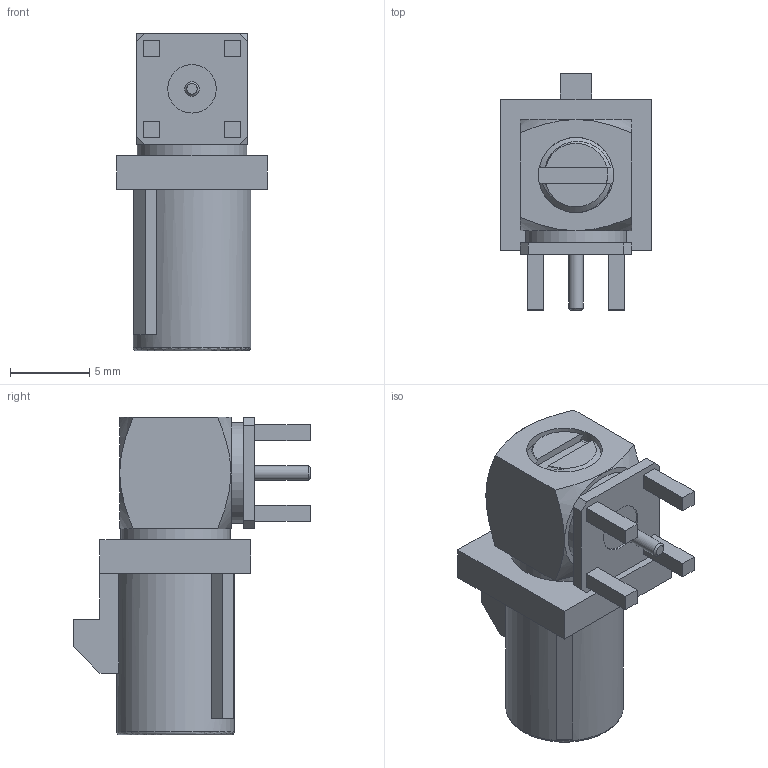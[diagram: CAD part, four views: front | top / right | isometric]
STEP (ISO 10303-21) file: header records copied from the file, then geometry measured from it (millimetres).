
FILE_DESCRIPTION (( 'STEP AP203' ), '1' );
FILE_NAME ('FMCN44251_3D.step', '2022-12-06T19:11:18', ( '' ), ( '' ), 'SwSTEP 2.0', 'SolidWorks 2021', '' );
FILE_SCHEMA (( 'CONFIG_CONTROL_DESIGN' ));
Length unit declared in the file: inch
Products named in the file (1): FMCN44251_3D
Bounding box: 9.5 x 14.9 x 20 mm (x, y, z)
Volume: 895.1 mm3; surface area: 1201.6 mm2
Topology: 2 solids, 2 shells, 113 faces, 265 edges, 172 vertices
Faces by surface type: plane 72, cone 16, cylinder 15, bspline 7, torus 3
Full cylindrical faces by diameter (mm): 0.508 x1, 0.524 x1, 0.6 x1, 0.62 x1, 0.914 x1, 0.965 x1, 1.2 x1, 2.032 x1, 3.048 x1, 3.302 x1, 4.749 x1, 6.35 x1, 6.401 x1, 6.883 x1, 7.417 x1
Entity records: 4712 total; most frequent: CARTESIAN_POINT 2256, ORIENTED_EDGE 472, DIRECTION 451, EDGE_CURVE 236, VERTEX_POINT 166, AXIS2_PLACEMENT_3D 159, EDGE_LOOP 154, VECTOR 133
